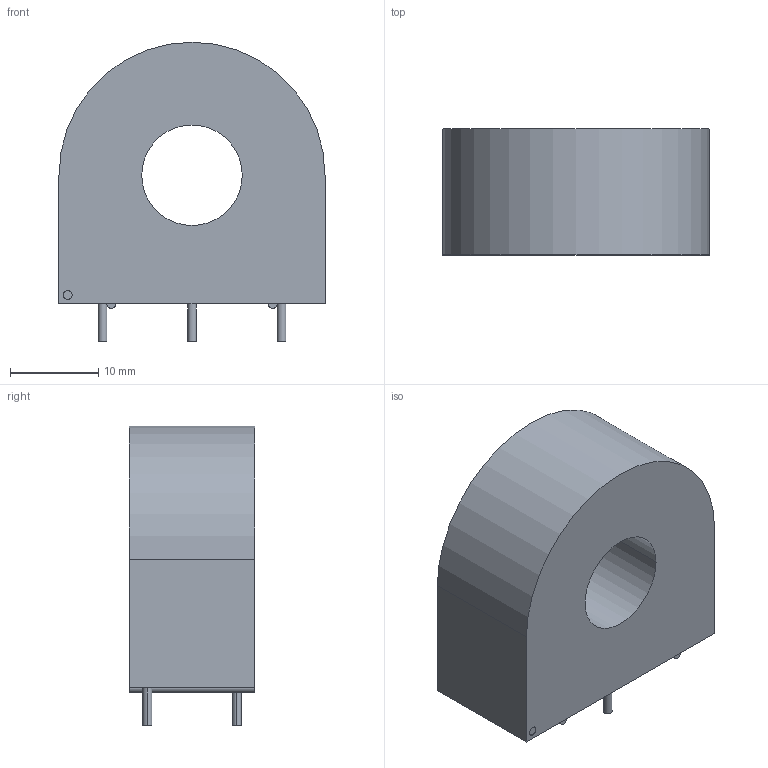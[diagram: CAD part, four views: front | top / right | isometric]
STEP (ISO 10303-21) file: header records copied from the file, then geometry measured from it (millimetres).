
FILE_DESCRIPTION((''),'2;1');
FILE_NAME('XFMR_TALEMA_AC1025.stp','2012-06-14T10:31:44',(''),(''),'Mechanical Desktop 2011','Mechanical Desktop 2011',', , ');
FILE_SCHEMA(('AUTOMOTIVE_DESIGN { 1 2 10303 214 1 1 1 1 }'));
Length unit declared in the file: millimetre
Products named in the file (1): Product
Bounding box: 30.2 x 14.3 x 34 mm (x, y, z)
Volume: 9988.9 mm3; surface area: 3557.3 mm2
Topology: 7 solids, 7 shells, 35 faces, 60 edges, 40 vertices
Faces by surface type: plane 20, cylinder 15
Entity records: 901 total; most frequent: DIRECTION 162, CARTESIAN_POINT 136, ORIENTED_EDGE 120, AXIS2_PLACEMENT_3D 66, EDGE_CURVE 60, VERTEX_POINT 40, EDGE_LOOP 38, FACE_OUTER_BOUND 35
